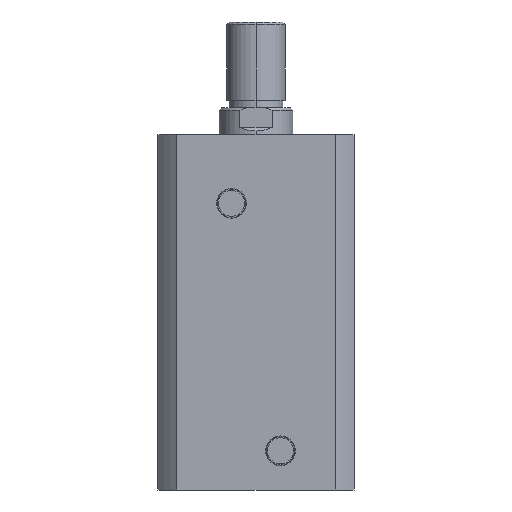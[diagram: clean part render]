
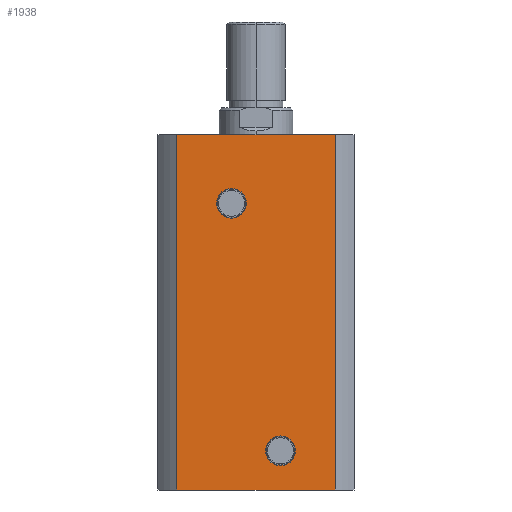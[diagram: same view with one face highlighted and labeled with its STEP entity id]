
A CAD part, left-side view. The second image highlights one B-rep face of the part: STEP entity #1938.
In plain terms, the highlighted planar face has unit normal (-1, 0, 0).
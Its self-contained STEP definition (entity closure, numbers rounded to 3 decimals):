
#106 = VERTEX_POINT ( 'NONE', #2433 ) ;
#111 = VERTEX_POINT ( 'NONE', #2410 ) ;
#112 = VERTEX_POINT ( 'NONE', #2427 ) ;
#138 = VERTEX_POINT ( 'NONE', #2442 ) ;
#148 = EDGE_LOOP ( 'NONE', ( #2620, #2621 ) ) ;
#152 = EDGE_LOOP ( 'NONE', ( #2464, #2465 ) ) ;
#153 = EDGE_LOOP ( 'NONE', ( #2466, #2467, #2468, #2469 ) ) ;
#448 = LINE ( 'NONE', #1824, #450 ) ;
#449 = CIRCLE ( 'NONE', #2123, 6.06 ) ;
#450 = VECTOR ( 'NONE', #1818, 1000. ) ;
#451 = CIRCLE ( 'NONE', #2124, 6.06 ) ;
#452 = LINE ( 'NONE', #1831, #455 ) ;
#453 = LINE ( 'NONE', #857, #459 ) ;
#454 = LINE ( 'NONE', #861, #457 ) ;
#455 = VECTOR ( 'NONE', #1827, 1000. ) ;
#457 = VECTOR ( 'NONE', #863, 1000. ) ;
#459 = VECTOR ( 'NONE', #864, 1000. ) ;
#686 = CIRCLE ( 'NONE', #2203, 6.06 ) ;
#698 = CIRCLE ( 'NONE', #2207, 6.06 ) ;
#854 = CARTESIAN_POINT ( 'NONE',  ( -40., -10., 16. ) ) ;
#855 = DIRECTION ( 'NONE',  ( -1., 0., 0. ) ) ;
#856 = DIRECTION ( 'NONE',  ( 0., 0., 1. ) ) ;
#857 = CARTESIAN_POINT ( 'NONE',  ( -40., 0., 145. ) ) ;
#858 = CARTESIAN_POINT ( 'NONE',  ( -40., 10., 117. ) ) ;
#859 = DIRECTION ( 'NONE',  ( -1., 0., 0. ) ) ;
#860 = DIRECTION ( 'NONE',  ( 0., 0., 1. ) ) ;
#861 = CARTESIAN_POINT ( 'NONE',  ( -40., -32.438, 145. ) ) ;
#863 = DIRECTION ( 'NONE',  ( 0., 0., -1. ) ) ;
#864 = DIRECTION ( 'NONE',  ( 0., -1., 0. ) ) ;
#1600 = DIRECTION ( 'NONE',  ( 1., 0., 0. ) ) ;
#1606 = CARTESIAN_POINT ( 'NONE',  ( -40., 0., 145. ) ) ;
#1608 = PLANE ( 'NONE',  #2443 ) ;
#1610 = DIRECTION ( 'NONE',  ( 0., 1., 0. ) ) ;
#1818 = DIRECTION ( 'NONE',  ( 0., 0., -1. ) ) ;
#1824 = CARTESIAN_POINT ( 'NONE',  ( -40., 32.438, 145. ) ) ;
#1827 = DIRECTION ( 'NONE',  ( 0., -1., 0. ) ) ;
#1831 = CARTESIAN_POINT ( 'NONE',  ( -40., 0., 0. ) ) ;
#1833 = FACE_BOUND ( 'NONE', #152, .T. ) ;
#1835 = FACE_OUTER_BOUND ( 'NONE', #153, .T. ) ;
#1836 = FACE_BOUND ( 'NONE', #148, .T. ) ;
#1938 = ADVANCED_FACE ( 'NONE', ( #1836, #1833, #1835 ), #1608, .F. ) ;
#2023 = EDGE_CURVE ( 'NONE', #111, #138, #448, .T. ) ;
#2025 = EDGE_CURVE ( 'NONE', #3716, #3715, #451, .T. ) ;
#2026 = EDGE_CURVE ( 'NONE', #3728, #3727, #449, .T. ) ;
#2027 = EDGE_CURVE ( 'NONE', #138, #106, #452, .T. ) ;
#2028 = EDGE_CURVE ( 'NONE', #112, #106, #454, .T. ) ;
#2029 = EDGE_CURVE ( 'NONE', #111, #112, #453, .T. ) ;
#2123 = AXIS2_PLACEMENT_3D ( 'NONE', #858, #859, #860 ) ;
#2124 = AXIS2_PLACEMENT_3D ( 'NONE', #854, #855, #856 ) ;
#2203 = AXIS2_PLACEMENT_3D ( 'NONE', #3290, #3291, #3292 ) ;
#2207 = AXIS2_PLACEMENT_3D ( 'NONE', #3310, #3311, #3312 ) ;
#2410 = CARTESIAN_POINT ( 'NONE',  ( -40., 32.438, 145. ) ) ;
#2427 = CARTESIAN_POINT ( 'NONE',  ( -40., -32.438, 145. ) ) ;
#2433 = CARTESIAN_POINT ( 'NONE',  ( -40., -32.438, 0. ) ) ;
#2442 = CARTESIAN_POINT ( 'NONE',  ( -40., 32.438, 0. ) ) ;
#2443 = AXIS2_PLACEMENT_3D ( 'NONE', #1606, #1600, #1610 ) ;
#2464 = ORIENTED_EDGE ( 'NONE', *, *, #2026, .F. ) ;
#2465 = ORIENTED_EDGE ( 'NONE', *, *, #3617, .F. ) ;
#2466 = ORIENTED_EDGE ( 'NONE', *, *, #2027, .T. ) ;
#2467 = ORIENTED_EDGE ( 'NONE', *, *, #2028, .F. ) ;
#2468 = ORIENTED_EDGE ( 'NONE', *, *, #2029, .F. ) ;
#2469 = ORIENTED_EDGE ( 'NONE', *, *, #2023, .T. ) ;
#2620 = ORIENTED_EDGE ( 'NONE', *, *, #2025, .F. ) ;
#2621 = ORIENTED_EDGE ( 'NONE', *, *, #3609, .F. ) ;
#3099 = CARTESIAN_POINT ( 'NONE',  ( -40., -10., 9.94 ) ) ;
#3100 = CARTESIAN_POINT ( 'NONE',  ( -40., -10., 22.06 ) ) ;
#3111 = CARTESIAN_POINT ( 'NONE',  ( -40., 10., 110.94 ) ) ;
#3112 = CARTESIAN_POINT ( 'NONE',  ( -40., 10., 123.06 ) ) ;
#3290 = CARTESIAN_POINT ( 'NONE',  ( -40., -10., 16. ) ) ;
#3291 = DIRECTION ( 'NONE',  ( -1., 0., 0. ) ) ;
#3292 = DIRECTION ( 'NONE',  ( 0., 0., 1. ) ) ;
#3310 = CARTESIAN_POINT ( 'NONE',  ( -40., 10., 117. ) ) ;
#3311 = DIRECTION ( 'NONE',  ( -1., 0., 0. ) ) ;
#3312 = DIRECTION ( 'NONE',  ( 0., 0., 1. ) ) ;
#3609 = EDGE_CURVE ( 'NONE', #3715, #3716, #686, .T. ) ;
#3617 = EDGE_CURVE ( 'NONE', #3727, #3728, #698, .T. ) ;
#3715 = VERTEX_POINT ( 'NONE', #3099 ) ;
#3716 = VERTEX_POINT ( 'NONE', #3100 ) ;
#3727 = VERTEX_POINT ( 'NONE', #3111 ) ;
#3728 = VERTEX_POINT ( 'NONE', #3112 ) ;
